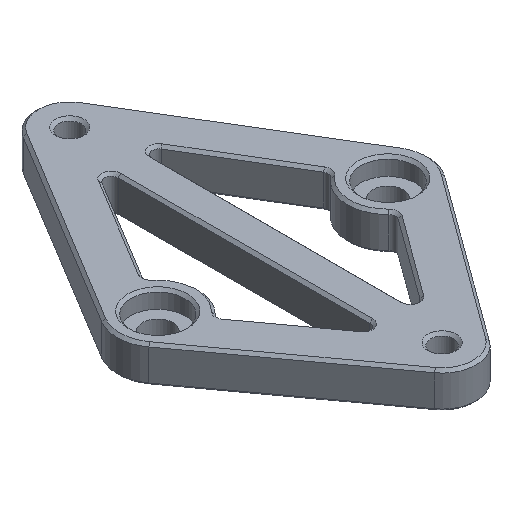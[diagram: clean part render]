
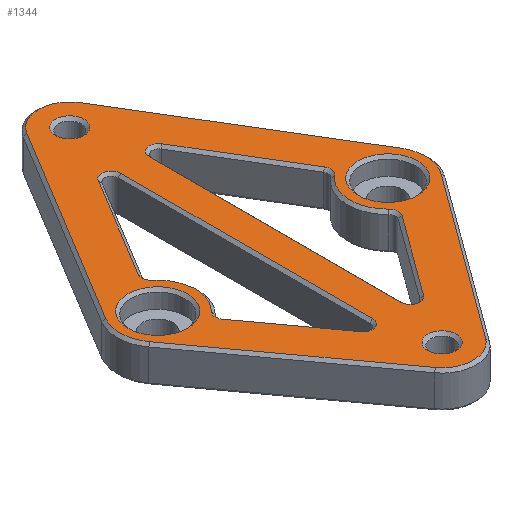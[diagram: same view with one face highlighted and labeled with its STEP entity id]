
A CAD part, isometric view. The second image highlights one B-rep face of the part: STEP entity #1344.
In plain terms, the highlighted planar face has unit normal (0, 0, 1).
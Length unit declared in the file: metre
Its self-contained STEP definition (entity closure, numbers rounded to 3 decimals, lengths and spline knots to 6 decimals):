
#76=CIRCLE('',#1468,0.0014);
#77=CIRCLE('',#1469,0.0014);
#78=CIRCLE('',#1470,0.0014);
#79=CIRCLE('',#1471,0.0056);
#80=CIRCLE('',#1472,0.0014);
#81=CIRCLE('',#1473,0.0014);
#82=CIRCLE('',#1474,0.0014);
#83=CIRCLE('',#1475,0.0014);
#84=CIRCLE('',#1476,0.0056);
#85=CIRCLE('',#1477,0.0014);
#86=CIRCLE('',#1478,0.0044);
#87=CIRCLE('',#1479,0.0044);
#88=CIRCLE('',#1480,0.0046);
#89=CIRCLE('',#1481,0.0056);
#90=CIRCLE('',#1482,0.0046);
#91=CIRCLE('',#1483,0.0056);
#92=CIRCLE('',#1484,0.0021);
#93=CIRCLE('',#1485,0.0021);
#216=ORIENTED_EDGE('',*,*,#584,.T.);
#217=ORIENTED_EDGE('',*,*,#585,.T.);
#218=ORIENTED_EDGE('',*,*,#586,.T.);
#219=ORIENTED_EDGE('',*,*,#587,.T.);
#220=ORIENTED_EDGE('',*,*,#588,.T.);
#221=ORIENTED_EDGE('',*,*,#589,.T.);
#222=ORIENTED_EDGE('',*,*,#590,.T.);
#223=ORIENTED_EDGE('',*,*,#591,.T.);
#224=ORIENTED_EDGE('',*,*,#592,.T.);
#225=ORIENTED_EDGE('',*,*,#593,.T.);
#226=ORIENTED_EDGE('',*,*,#594,.T.);
#227=ORIENTED_EDGE('',*,*,#595,.T.);
#228=ORIENTED_EDGE('',*,*,#596,.T.);
#229=ORIENTED_EDGE('',*,*,#597,.T.);
#230=ORIENTED_EDGE('',*,*,#598,.T.);
#231=ORIENTED_EDGE('',*,*,#599,.T.);
#232=ORIENTED_EDGE('',*,*,#600,.T.);
#233=ORIENTED_EDGE('',*,*,#601,.T.);
#234=ORIENTED_EDGE('',*,*,#602,.T.);
#235=ORIENTED_EDGE('',*,*,#603,.T.);
#236=ORIENTED_EDGE('',*,*,#604,.T.);
#237=ORIENTED_EDGE('',*,*,#605,.T.);
#238=ORIENTED_EDGE('',*,*,#606,.T.);
#239=ORIENTED_EDGE('',*,*,#607,.T.);
#240=ORIENTED_EDGE('',*,*,#608,.T.);
#241=ORIENTED_EDGE('',*,*,#609,.T.);
#242=ORIENTED_EDGE('',*,*,#610,.T.);
#243=ORIENTED_EDGE('',*,*,#611,.T.);
#584=EDGE_CURVE('',#764,#765,#868,.T.);
#585=EDGE_CURVE('',#765,#766,#76,.F.);
#586=EDGE_CURVE('',#766,#767,#869,.T.);
#587=EDGE_CURVE('',#767,#768,#77,.F.);
#588=EDGE_CURVE('',#768,#769,#870,.T.);
#589=EDGE_CURVE('',#769,#770,#78,.F.);
#590=EDGE_CURVE('',#770,#771,#79,.T.);
#591=EDGE_CURVE('',#771,#764,#80,.F.);
#592=EDGE_CURVE('',#772,#773,#871,.T.);
#593=EDGE_CURVE('',#773,#774,#81,.F.);
#594=EDGE_CURVE('',#774,#775,#872,.T.);
#595=EDGE_CURVE('',#775,#776,#82,.F.);
#596=EDGE_CURVE('',#776,#777,#873,.T.);
#597=EDGE_CURVE('',#777,#778,#83,.F.);
#598=EDGE_CURVE('',#778,#779,#84,.T.);
#599=EDGE_CURVE('',#779,#772,#85,.F.);
#600=EDGE_CURVE('',#780,#780,#86,.F.);
#601=EDGE_CURVE('',#781,#781,#87,.F.);
#602=EDGE_CURVE('',#782,#783,#88,.T.);
#603=EDGE_CURVE('',#783,#784,#874,.T.);
#604=EDGE_CURVE('',#784,#785,#89,.T.);
#605=EDGE_CURVE('',#785,#786,#875,.T.);
#606=EDGE_CURVE('',#786,#787,#90,.T.);
#607=EDGE_CURVE('',#787,#788,#876,.T.);
#608=EDGE_CURVE('',#788,#789,#91,.T.);
#609=EDGE_CURVE('',#789,#782,#877,.T.);
#610=EDGE_CURVE('',#790,#790,#92,.F.);
#611=EDGE_CURVE('',#791,#791,#93,.F.);
#764=VERTEX_POINT('',#2166);
#765=VERTEX_POINT('',#2167);
#766=VERTEX_POINT('',#2169);
#767=VERTEX_POINT('',#2171);
#768=VERTEX_POINT('',#2173);
#769=VERTEX_POINT('',#2175);
#770=VERTEX_POINT('',#2177);
#771=VERTEX_POINT('',#2179);
#772=VERTEX_POINT('',#2182);
#773=VERTEX_POINT('',#2183);
#774=VERTEX_POINT('',#2185);
#775=VERTEX_POINT('',#2187);
#776=VERTEX_POINT('',#2189);
#777=VERTEX_POINT('',#2191);
#778=VERTEX_POINT('',#2193);
#779=VERTEX_POINT('',#2195);
#780=VERTEX_POINT('',#2198);
#781=VERTEX_POINT('',#2200);
#782=VERTEX_POINT('',#2202);
#783=VERTEX_POINT('',#2203);
#784=VERTEX_POINT('',#2205);
#785=VERTEX_POINT('',#2207);
#786=VERTEX_POINT('',#2209);
#787=VERTEX_POINT('',#2211);
#788=VERTEX_POINT('',#2213);
#789=VERTEX_POINT('',#2215);
#790=VERTEX_POINT('',#2218);
#791=VERTEX_POINT('',#2220);
#868=LINE('',#2165,#980);
#869=LINE('',#2170,#981);
#870=LINE('',#2174,#982);
#871=LINE('',#2181,#983);
#872=LINE('',#2186,#984);
#873=LINE('',#2190,#985);
#874=LINE('',#2204,#986);
#875=LINE('',#2208,#987);
#876=LINE('',#2212,#988);
#877=LINE('',#2216,#989);
#980=VECTOR('',#1711,1.);
#981=VECTOR('',#1714,1.);
#982=VECTOR('',#1717,1.);
#983=VECTOR('',#1724,1.);
#984=VECTOR('',#1727,1.);
#985=VECTOR('',#1730,1.);
#986=VECTOR('',#1743,1.);
#987=VECTOR('',#1746,1.);
#988=VECTOR('',#1749,1.);
#989=VECTOR('',#1752,1.);
#1078=EDGE_LOOP('',(#216,#217,#218,#219,#220,#221,#222,#223));
#1079=EDGE_LOOP('',(#224,#225,#226,#227,#228,#229,#230,#231));
#1080=EDGE_LOOP('',(#232));
#1081=EDGE_LOOP('',(#233));
#1082=EDGE_LOOP('',(#234,#235,#236,#237,#238,#239,#240,#241));
#1083=EDGE_LOOP('',(#242));
#1084=EDGE_LOOP('',(#243));
#1196=FACE_BOUND('',#1078,.T.);
#1197=FACE_BOUND('',#1079,.T.);
#1198=FACE_BOUND('',#1080,.T.);
#1199=FACE_BOUND('',#1081,.T.);
#1200=FACE_BOUND('',#1082,.T.);
#1201=FACE_BOUND('',#1083,.T.);
#1202=FACE_BOUND('',#1084,.T.);
#1300=PLANE('',#1467);
#1344=ADVANCED_FACE('',(#1196,#1197,#1198,#1199,#1200,#1201,#1202),#1300,
 .T.);
#1467=AXIS2_PLACEMENT_3D('',#2164,#1709,#1710);
#1468=AXIS2_PLACEMENT_3D('',#2168,#1712,#1713);
#1469=AXIS2_PLACEMENT_3D('',#2172,#1715,#1716);
#1470=AXIS2_PLACEMENT_3D('',#2176,#1718,#1719);
#1471=AXIS2_PLACEMENT_3D('',#2178,#1720,#1721);
#1472=AXIS2_PLACEMENT_3D('',#2180,#1722,#1723);
#1473=AXIS2_PLACEMENT_3D('',#2184,#1725,#1726);
#1474=AXIS2_PLACEMENT_3D('',#2188,#1728,#1729);
#1475=AXIS2_PLACEMENT_3D('',#2192,#1731,#1732);
#1476=AXIS2_PLACEMENT_3D('',#2194,#1733,#1734);
#1477=AXIS2_PLACEMENT_3D('',#2196,#1735,#1736);
#1478=AXIS2_PLACEMENT_3D('',#2197,#1737,#1738);
#1479=AXIS2_PLACEMENT_3D('',#2199,#1739,#1740);
#1480=AXIS2_PLACEMENT_3D('',#2201,#1741,#1742);
#1481=AXIS2_PLACEMENT_3D('',#2206,#1744,#1745);
#1482=AXIS2_PLACEMENT_3D('',#2210,#1747,#1748);
#1483=AXIS2_PLACEMENT_3D('',#2214,#1750,#1751);
#1484=AXIS2_PLACEMENT_3D('',#2217,#1753,#1754);
#1485=AXIS2_PLACEMENT_3D('',#2219,#1755,#1756);
#1709=DIRECTION('',(0.,0.,1.));
#1710=DIRECTION('',(1.,0.,0.));
#1711=DIRECTION('',(-0.589,-0.808,0.));
#1712=DIRECTION('',(0.,0.,1.));
#1713=DIRECTION('',(1.,0.,0.));
#1714=DIRECTION('',(0.,1.,0.));
#1715=DIRECTION('',(0.,0.,1.));
#1716=DIRECTION('',(1.,0.,0.));
#1717=DIRECTION('',(0.518,-0.855,0.));
#1718=DIRECTION('',(0.,0.,1.));
#1719=DIRECTION('',(1.,0.,0.));
#1720=DIRECTION('',(0.,0.,1.));
#1721=DIRECTION('',(1.,0.,0.));
#1722=DIRECTION('',(0.,0.,1.));
#1723=DIRECTION('',(1.,0.,0.));
#1724=DIRECTION('',(0.518,0.855,0.));
#1725=DIRECTION('',(0.,0.,1.));
#1726=DIRECTION('',(1.,0.,0.));
#1727=DIRECTION('',(0.,-1.,0.));
#1728=DIRECTION('',(0.,0.,1.));
#1729=DIRECTION('',(1.,0.,0.));
#1730=DIRECTION('',(-0.589,0.808,0.));
#1731=DIRECTION('',(0.,0.,1.));
#1732=DIRECTION('',(1.,0.,0.));
#1733=DIRECTION('',(0.,0.,1.));
#1734=DIRECTION('',(1.,0.,0.));
#1735=DIRECTION('',(0.,0.,1.));
#1736=DIRECTION('',(1.,0.,0.));
#1737=DIRECTION('',(0.,0.,1.));
#1738=DIRECTION('',(1.,0.,0.));
#1739=DIRECTION('',(0.,0.,1.));
#1740=DIRECTION('',(1.,0.,0.));
#1741=DIRECTION('',(0.,0.,1.));
#1742=DIRECTION('',(1.,0.,0.));
#1743=DIRECTION('',(0.589,0.808,0.));
#1744=DIRECTION('',(0.,0.,1.));
#1745=DIRECTION('',(1.,0.,0.));
#1746=DIRECTION('',(-0.518,0.855,0.));
#1747=DIRECTION('',(0.,0.,1.));
#1748=DIRECTION('',(1.,0.,0.));
#1749=DIRECTION('',(-0.518,-0.855,0.));
#1750=DIRECTION('',(0.,0.,1.));
#1751=DIRECTION('',(1.,0.,0.));
#1752=DIRECTION('',(0.589,-0.808,0.));
#1753=DIRECTION('',(0.,0.,1.));
#1754=DIRECTION('',(1.,0.,0.));
#1755=DIRECTION('',(0.,0.,1.));
#1756=DIRECTION('',(1.,0.,0.));
#2164=CARTESIAN_POINT('',(0.017,0.0025,0.0054));
#2165=CARTESIAN_POINT('',(0.029609,-0.006698,0.0054));
#2166=CARTESIAN_POINT('',(0.03024,-0.005833,0.0054));
#2167=CARTESIAN_POINT('',(0.021631,-0.017634,0.0054));
#2168=CARTESIAN_POINT('',(0.0205,-0.016809,0.0054));
#2169=CARTESIAN_POINT('',(0.0191,-0.016809,0.0054));
#2170=CARTESIAN_POINT('',(0.0191,0.0025,0.0054));
#2171=CARTESIAN_POINT('',(0.0191,0.02036,0.0054));
#2172=CARTESIAN_POINT('',(0.0205,0.02036,0.0054));
#2173=CARTESIAN_POINT('',(0.021698,0.021085,0.0054));
#2174=CARTESIAN_POINT('',(0.028672,0.009569,0.0054));
#2175=CARTESIAN_POINT('',(0.030753,0.006133,0.0054));
#2176=CARTESIAN_POINT('',(0.029556,0.005408,0.0054));
#2177=CARTESIAN_POINT('',(0.030444,0.004326,0.0054));
#2178=CARTESIAN_POINT('',(0.034,0.,0.0054));
#2179=CARTESIAN_POINT('',(0.030087,-0.004006,0.0054));
#2180=CARTESIAN_POINT('',(0.029109,-0.005008,0.0054));
#2181=CARTESIAN_POINT('',(0.005328,0.009569,0.0054));
#2182=CARTESIAN_POINT('',(0.003247,0.006133,0.0054));
#2183=CARTESIAN_POINT('',(0.012302,0.021085,0.0054));
#2184=CARTESIAN_POINT('',(0.0135,0.02036,0.0054));
#2185=CARTESIAN_POINT('',(0.0149,0.02036,0.0054));
#2186=CARTESIAN_POINT('',(0.0149,-0.016809,0.0054));
#2187=CARTESIAN_POINT('',(0.0149,-0.016809,0.0054));
#2188=CARTESIAN_POINT('',(0.0135,-0.016809,0.0054));
#2189=CARTESIAN_POINT('',(0.012369,-0.017634,0.0054));
#2190=CARTESIAN_POINT('',(0.004391,-0.006698,0.0054));
#2191=CARTESIAN_POINT('',(0.00376,-0.005833,0.0054));
#2192=CARTESIAN_POINT('',(0.004891,-0.005008,0.0054));
#2193=CARTESIAN_POINT('',(0.003913,-0.004006,0.0054));
#2194=CARTESIAN_POINT('',(0.,0.,0.0054));
#2195=CARTESIAN_POINT('',(0.003556,0.004326,0.0054));
#2196=CARTESIAN_POINT('',(0.004444,0.005408,0.0054));
#2197=CARTESIAN_POINT('',(0.034,0.,0.0054));
#2198=CARTESIAN_POINT('',(0.0384,0.,0.0054));
#2199=CARTESIAN_POINT('',(0.,0.,0.0054));
#2200=CARTESIAN_POINT('',(0.0044,0.,0.0054));
#2201=CARTESIAN_POINT('',(0.017,-0.025,0.0054));
#2202=CARTESIAN_POINT('',(0.013284,-0.027711,0.0054));
#2203=CARTESIAN_POINT('',(0.020716,-0.027711,0.0054));
#2204=CARTESIAN_POINT('',(0.038524,-0.0033,0.0054));
#2205=CARTESIAN_POINT('',(0.038524,-0.0033,0.0054));
#2206=CARTESIAN_POINT('',(0.034,0.,0.0054));
#2207=CARTESIAN_POINT('',(0.03879,0.002901,0.0054));
#2208=CARTESIAN_POINT('',(0.03312,0.012263,0.0054));
#2209=CARTESIAN_POINT('',(0.020935,0.032383,0.0054));
#2210=CARTESIAN_POINT('',(0.017,0.03,0.0054));
#2211=CARTESIAN_POINT('',(0.013065,0.032383,0.0054));
#2212=CARTESIAN_POINT('',(0.00088,0.012263,0.0054));
#2213=CARTESIAN_POINT('',(-0.00479,0.002901,0.0054));
#2214=CARTESIAN_POINT('',(0.,0.,0.0054));
#2215=CARTESIAN_POINT('',(-0.004524,-0.0033,0.0054));
#2216=CARTESIAN_POINT('',(0.013284,-0.027711,0.0054));
#2217=CARTESIAN_POINT('',(0.017,-0.025,0.0054));
#2218=CARTESIAN_POINT('',(0.0191,-0.025,0.0054));
#2219=CARTESIAN_POINT('',(0.017,0.03,0.0054));
#2220=CARTESIAN_POINT('',(0.0191,0.03,0.0054));
